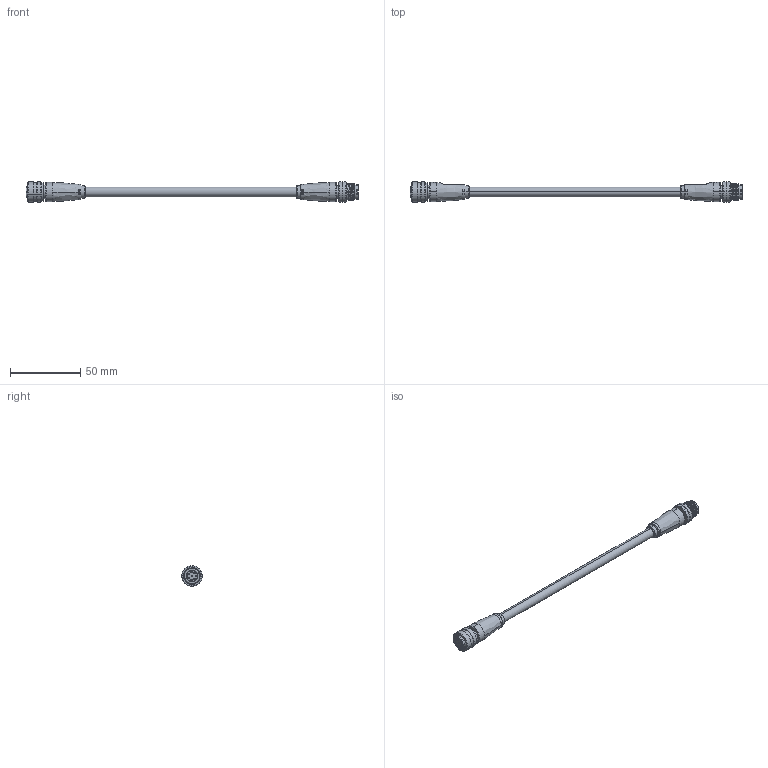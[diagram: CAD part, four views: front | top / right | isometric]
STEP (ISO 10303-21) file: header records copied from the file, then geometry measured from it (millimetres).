
FILE_DESCRIPTION (( 'STEP AP203' ), '1' );
FILE_NAME ('10-03858_revA.STEP', '2020-10-16T23:56:46', ( '' ), ( '' ), 'SwSTEP 2.0', 'SolidWorks 2015', '' );
FILE_SCHEMA (( 'CONFIG_CONTROL_DESIGN' ));
Length unit declared in the file: millimetre
Products named in the file (14): 24-00349_Wire O6.8 mm; 30-01611_blunt cut; 50-00983___; 50-00990-04___; 50-00983-04___; 50-00983-05___; 10-03858_revA; 50-00990-01___; 50-00983-03___; 50-00983-02_For STEP file; 50-00983-01___; 50-00990-03___; 50-00990-02_For STEP file; 50-00990___
Assembly tree (28 placements, depth 3):
  10-03858_revA
    30-01611_blunt cut
    24-00349_Wire O6.8 mm  x2
    50-00983___
      50-00983-01___
      50-00983-02_For STEP file
      50-00983-03___  x8
      50-00983-04___
      50-00983-05___
    50-00990___
      50-00990-01___
      50-00990-02_For STEP file
      50-00990-03___  x8
      50-00990-04___
Bounding box: 235.5 x 14.5 x 14.5 mm (x, y, z)
Volume: 15110.5 mm3; surface area: 70047.9 mm2
Topology: 398 solids, 398 shells, 3705 faces, 8034 edges, 5205 vertices
Faces by surface type: cylinder 2000, plane 1171, torus 226, cone 151, bspline 141, sphere 16
Entity records: 81725 total; most frequent: CARTESIAN_POINT 17365, DIRECTION 14415, ORIENTED_EDGE 11392, AXIS2_PLACEMENT_3D 6230, EDGE_CURVE 5696, VERTEX_POINT 3762, EDGE_LOOP 3586, CIRCLE 3503
